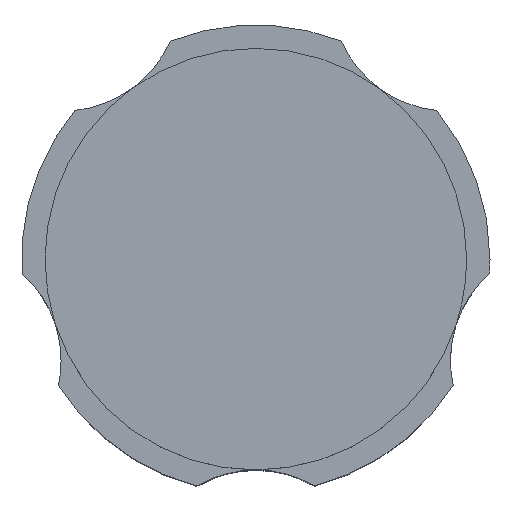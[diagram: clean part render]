
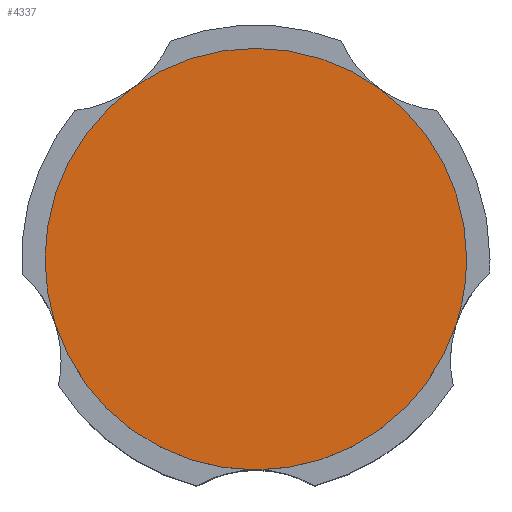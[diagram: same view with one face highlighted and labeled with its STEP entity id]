
A CAD part, top view. The second image highlights one B-rep face of the part: STEP entity #4337.
In plain terms, the highlighted planar face has unit normal (0, 0, 1).
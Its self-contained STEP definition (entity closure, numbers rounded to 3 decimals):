
#3415 = CYLINDRICAL_SURFACE('',#3416,9.);
#3416 = AXIS2_PLACEMENT_3D('',#3417,#3418,#3419);
#3417 = CARTESIAN_POINT('',(0.,0.,14.));
#3418 = DIRECTION('',(-0.,-0.,-1.));
#3419 = DIRECTION('',(1.,0.,0.));
#3563 = CYLINDRICAL_SURFACE('',#3564,9.);
#3564 = AXIS2_PLACEMENT_3D('',#3565,#3566,#3567);
#3565 = CARTESIAN_POINT('',(0.,0.,14.));
#3566 = DIRECTION('',(-0.,-0.,-1.));
#3567 = DIRECTION('',(1.,0.,0.));
#4092 = VERTEX_POINT('',#4093);
#4093 = CARTESIAN_POINT('',(0.,-9.,15.));
#4114 = VERTEX_POINT('',#4115);
#4115 = CARTESIAN_POINT('',(-8.56,-2.781,15.));
#4128 = CYLINDRICAL_SURFACE('',#4129,9.);
#4129 = AXIS2_PLACEMENT_3D('',#4130,#4131,#4132);
#4130 = CARTESIAN_POINT('',(0.,0.,14.));
#4131 = DIRECTION('',(-0.,-0.,-1.));
#4132 = DIRECTION('',(1.,0.,0.));
#4139 = EDGE_CURVE('',#4114,#4092,#4140,.T.);
#4140 = SURFACE_CURVE('',#4141,(#4146,#4153),.PCURVE_S1.);
#4141 = CIRCLE('',#4142,9.);
#4142 = AXIS2_PLACEMENT_3D('',#4143,#4144,#4145);
#4143 = CARTESIAN_POINT('',(0.,0.,15.));
#4144 = DIRECTION('',(0.,0.,1.));
#4145 = DIRECTION('',(1.,0.,0.));
#4146 = PCURVE('',#3415,#4147);
#4147 = DEFINITIONAL_REPRESENTATION('',(#4148),#4152);
#4148 = LINE('',#4149,#4150);
#4149 = CARTESIAN_POINT('',(-0.,-1.));
#4150 = VECTOR('',#4151,1.);
#4151 = DIRECTION('',(-1.,0.));
#4152 = ( GEOMETRIC_REPRESENTATION_CONTEXT(2) 
PARAMETRIC_REPRESENTATION_CONTEXT() REPRESENTATION_CONTEXT('2D SPACE',''
  ) );
#4153 = PCURVE('',#4154,#4159);
#4154 = PLANE('',#4155);
#4155 = AXIS2_PLACEMENT_3D('',#4156,#4157,#4158);
#4156 = CARTESIAN_POINT('',(0.,0.,15.)
  );
#4157 = DIRECTION('',(0.,0.,1.));
#4158 = DIRECTION('',(1.,0.,0.));
#4159 = DEFINITIONAL_REPRESENTATION('',(#4160),#4164);
#4160 = CIRCLE('',#4161,9.);
#4161 = AXIS2_PLACEMENT_2D('',#4162,#4163);
#4162 = CARTESIAN_POINT('',(0.,0.));
#4163 = DIRECTION('',(1.,0.));
#4164 = ( GEOMETRIC_REPRESENTATION_CONTEXT(2) 
PARAMETRIC_REPRESENTATION_CONTEXT() REPRESENTATION_CONTEXT('2D SPACE',''
  ) );
#4170 = VERTEX_POINT('',#4171);
#4171 = CARTESIAN_POINT('',(8.56,-2.781,15.));
#4184 = CYLINDRICAL_SURFACE('',#4185,9.);
#4185 = AXIS2_PLACEMENT_3D('',#4186,#4187,#4188);
#4186 = CARTESIAN_POINT('',(0.,0.,14.));
#4187 = DIRECTION('',(-0.,-0.,-1.));
#4188 = DIRECTION('',(1.,0.,0.));
#4197 = EDGE_CURVE('',#4092,#4170,#4198,.T.);
#4198 = SURFACE_CURVE('',#4199,(#4204,#4211),.PCURVE_S1.);
#4199 = CIRCLE('',#4200,9.);
#4200 = AXIS2_PLACEMENT_3D('',#4201,#4202,#4203);
#4201 = CARTESIAN_POINT('',(0.,0.,15.));
#4202 = DIRECTION('',(0.,0.,1.));
#4203 = DIRECTION('',(1.,0.,0.));
#4204 = PCURVE('',#3563,#4205);
#4205 = DEFINITIONAL_REPRESENTATION('',(#4206),#4210);
#4206 = LINE('',#4207,#4208);
#4207 = CARTESIAN_POINT('',(-0.,-1.));
#4208 = VECTOR('',#4209,1.);
#4209 = DIRECTION('',(-1.,0.));
#4210 = ( GEOMETRIC_REPRESENTATION_CONTEXT(2) 
PARAMETRIC_REPRESENTATION_CONTEXT() REPRESENTATION_CONTEXT('2D SPACE',''
  ) );
#4211 = PCURVE('',#4154,#4212);
#4212 = DEFINITIONAL_REPRESENTATION('',(#4213),#4217);
#4213 = CIRCLE('',#4214,9.);
#4214 = AXIS2_PLACEMENT_2D('',#4215,#4216);
#4215 = CARTESIAN_POINT('',(0.,0.));
#4216 = DIRECTION('',(1.,0.));
#4217 = ( GEOMETRIC_REPRESENTATION_CONTEXT(2) 
PARAMETRIC_REPRESENTATION_CONTEXT() REPRESENTATION_CONTEXT('2D SPACE',''
  ) );
#4242 = CYLINDRICAL_SURFACE('',#4243,9.);
#4243 = AXIS2_PLACEMENT_3D('',#4244,#4245,#4246);
#4244 = CARTESIAN_POINT('',(0.,0.,14.));
#4245 = DIRECTION('',(-0.,-0.,-1.));
#4246 = DIRECTION('',(1.,0.,0.));
#4298 = CYLINDRICAL_SURFACE('',#4299,9.);
#4299 = AXIS2_PLACEMENT_3D('',#4300,#4301,#4302);
#4300 = CARTESIAN_POINT('',(0.,0.,14.));
#4301 = DIRECTION('',(-0.,-0.,-1.));
#4302 = DIRECTION('',(1.,0.,0.));
#4337 = ADVANCED_FACE('',(#4338),#4154,.T.);
#4338 = FACE_BOUND('',#4339,.T.);
#4339 = EDGE_LOOP('',(#4340,#4366,#4390,#4412,#4413,#4414));
#4340 = ORIENTED_EDGE('',*,*,#4341,.T.);
#4341 = EDGE_CURVE('',#4342,#4344,#4346,.T.);
#4342 = VERTEX_POINT('',#4343);
#4343 = CARTESIAN_POINT('',(9.,0.,15.));
#4344 = VERTEX_POINT('',#4345);
#4345 = CARTESIAN_POINT('',(5.29,7.281,15.));
#4346 = SURFACE_CURVE('',#4347,(#4352,#4359),.PCURVE_S1.);
#4347 = CIRCLE('',#4348,9.);
#4348 = AXIS2_PLACEMENT_3D('',#4349,#4350,#4351);
#4349 = CARTESIAN_POINT('',(0.,0.,15.));
#4350 = DIRECTION('',(0.,0.,1.));
#4351 = DIRECTION('',(1.,0.,0.));
#4352 = PCURVE('',#4154,#4353);
#4353 = DEFINITIONAL_REPRESENTATION('',(#4354),#4358);
#4354 = CIRCLE('',#4355,9.);
#4355 = AXIS2_PLACEMENT_2D('',#4356,#4357);
#4356 = CARTESIAN_POINT('',(0.,0.));
#4357 = DIRECTION('',(1.,0.));
#4358 = ( GEOMETRIC_REPRESENTATION_CONTEXT(2) 
PARAMETRIC_REPRESENTATION_CONTEXT() REPRESENTATION_CONTEXT('2D SPACE',''
  ) );
#4359 = PCURVE('',#4242,#4360);
#4360 = DEFINITIONAL_REPRESENTATION('',(#4361),#4365);
#4361 = LINE('',#4362,#4363);
#4362 = CARTESIAN_POINT('',(-0.,-1.));
#4363 = VECTOR('',#4364,1.);
#4364 = DIRECTION('',(-1.,0.));
#4365 = ( GEOMETRIC_REPRESENTATION_CONTEXT(2) 
PARAMETRIC_REPRESENTATION_CONTEXT() REPRESENTATION_CONTEXT('2D SPACE',''
  ) );
#4366 = ORIENTED_EDGE('',*,*,#4367,.T.);
#4367 = EDGE_CURVE('',#4344,#4368,#4370,.T.);
#4368 = VERTEX_POINT('',#4369);
#4369 = CARTESIAN_POINT('',(-5.29,7.281,15.));
#4370 = SURFACE_CURVE('',#4371,(#4376,#4383),.PCURVE_S1.);
#4371 = CIRCLE('',#4372,9.);
#4372 = AXIS2_PLACEMENT_3D('',#4373,#4374,#4375);
#4373 = CARTESIAN_POINT('',(0.,0.,15.));
#4374 = DIRECTION('',(0.,0.,1.));
#4375 = DIRECTION('',(1.,0.,0.));
#4376 = PCURVE('',#4154,#4377);
#4377 = DEFINITIONAL_REPRESENTATION('',(#4378),#4382);
#4378 = CIRCLE('',#4379,9.);
#4379 = AXIS2_PLACEMENT_2D('',#4380,#4381);
#4380 = CARTESIAN_POINT('',(0.,0.));
#4381 = DIRECTION('',(1.,0.));
#4382 = ( GEOMETRIC_REPRESENTATION_CONTEXT(2) 
PARAMETRIC_REPRESENTATION_CONTEXT() REPRESENTATION_CONTEXT('2D SPACE',''
  ) );
#4383 = PCURVE('',#4298,#4384);
#4384 = DEFINITIONAL_REPRESENTATION('',(#4385),#4389);
#4385 = LINE('',#4386,#4387);
#4386 = CARTESIAN_POINT('',(-0.,-1.));
#4387 = VECTOR('',#4388,1.);
#4388 = DIRECTION('',(-1.,0.));
#4389 = ( GEOMETRIC_REPRESENTATION_CONTEXT(2) 
PARAMETRIC_REPRESENTATION_CONTEXT() REPRESENTATION_CONTEXT('2D SPACE',''
  ) );
#4390 = ORIENTED_EDGE('',*,*,#4391,.T.);
#4391 = EDGE_CURVE('',#4368,#4114,#4392,.T.);
#4392 = SURFACE_CURVE('',#4393,(#4398,#4405),.PCURVE_S1.);
#4393 = CIRCLE('',#4394,9.);
#4394 = AXIS2_PLACEMENT_3D('',#4395,#4396,#4397);
#4395 = CARTESIAN_POINT('',(0.,0.,15.));
#4396 = DIRECTION('',(0.,0.,1.));
#4397 = DIRECTION('',(1.,0.,0.));
#4398 = PCURVE('',#4154,#4399);
#4399 = DEFINITIONAL_REPRESENTATION('',(#4400),#4404);
#4400 = CIRCLE('',#4401,9.);
#4401 = AXIS2_PLACEMENT_2D('',#4402,#4403);
#4402 = CARTESIAN_POINT('',(0.,0.));
#4403 = DIRECTION('',(1.,0.));
#4404 = ( GEOMETRIC_REPRESENTATION_CONTEXT(2) 
PARAMETRIC_REPRESENTATION_CONTEXT() REPRESENTATION_CONTEXT('2D SPACE',''
  ) );
#4405 = PCURVE('',#4128,#4406);
#4406 = DEFINITIONAL_REPRESENTATION('',(#4407),#4411);
#4407 = LINE('',#4408,#4409);
#4408 = CARTESIAN_POINT('',(-0.,-1.));
#4409 = VECTOR('',#4410,1.);
#4410 = DIRECTION('',(-1.,0.));
#4411 = ( GEOMETRIC_REPRESENTATION_CONTEXT(2) 
PARAMETRIC_REPRESENTATION_CONTEXT() REPRESENTATION_CONTEXT('2D SPACE',''
  ) );
#4412 = ORIENTED_EDGE('',*,*,#4139,.T.);
#4413 = ORIENTED_EDGE('',*,*,#4197,.T.);
#4414 = ORIENTED_EDGE('',*,*,#4415,.T.);
#4415 = EDGE_CURVE('',#4170,#4342,#4416,.T.);
#4416 = SURFACE_CURVE('',#4417,(#4422,#4429),.PCURVE_S1.);
#4417 = CIRCLE('',#4418,9.);
#4418 = AXIS2_PLACEMENT_3D('',#4419,#4420,#4421);
#4419 = CARTESIAN_POINT('',(0.,0.,15.));
#4420 = DIRECTION('',(0.,0.,1.));
#4421 = DIRECTION('',(1.,0.,0.));
#4422 = PCURVE('',#4154,#4423);
#4423 = DEFINITIONAL_REPRESENTATION('',(#4424),#4428);
#4424 = CIRCLE('',#4425,9.);
#4425 = AXIS2_PLACEMENT_2D('',#4426,#4427);
#4426 = CARTESIAN_POINT('',(0.,0.));
#4427 = DIRECTION('',(1.,0.));
#4428 = ( GEOMETRIC_REPRESENTATION_CONTEXT(2) 
PARAMETRIC_REPRESENTATION_CONTEXT() REPRESENTATION_CONTEXT('2D SPACE',''
  ) );
#4429 = PCURVE('',#4184,#4430);
#4430 = DEFINITIONAL_REPRESENTATION('',(#4431),#4435);
#4431 = LINE('',#4432,#4433);
#4432 = CARTESIAN_POINT('',(-0.,-1.));
#4433 = VECTOR('',#4434,1.);
#4434 = DIRECTION('',(-1.,0.));
#4435 = ( GEOMETRIC_REPRESENTATION_CONTEXT(2) 
PARAMETRIC_REPRESENTATION_CONTEXT() REPRESENTATION_CONTEXT('2D SPACE',''
  ) );
